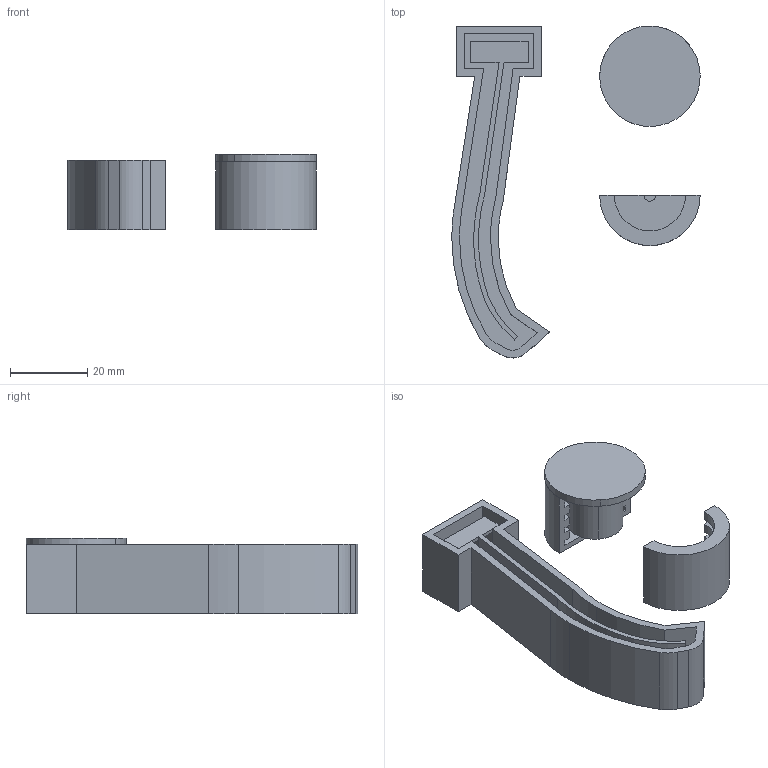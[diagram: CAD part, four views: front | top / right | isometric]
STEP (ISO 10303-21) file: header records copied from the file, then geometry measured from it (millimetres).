
FILE_DESCRIPTION (( 'STEP AP214' ), '1' );
FILE_NAME ('耀撿.STEP', '2021-12-25T06:50:21', ( '' ), ( '' ), 'SwSTEP 2.0', 'SolidWorks 2020', '' );
FILE_SCHEMA (( 'AUTOMOTIVE_DESIGN' ));
Length unit declared in the file: millimetre
Products named in the file (6): ﾁ羮1^ﾄ｣ｾﾟ; 耀撿center; 软体手指填充; 软体手指模具; 耀撿half; 耀撿
Assembly tree (5 placements, depth 2):
  ﾁ羮1^ﾄ｣ｾﾟ
  耀撿
    软体手指模具
    软体手指填充
    耀撿half  x2
    耀撿center
Bounding box: 64.24 x 85.85 x 19.58 mm (x, y, z)
Volume: 18673.7 mm3; surface area: 19204.4 mm2
Topology: 5 solids, 5 shells, 117 faces, 308 edges, 204 vertices
Faces by surface type: plane 73, cylinder 44
Entity records: 3135 total; most frequent: DIRECTION 522, CARTESIAN_POINT 515, ORIENTED_EDGE 496, EDGE_CURVE 248, VECTOR 180, LINE 180, AXIS2_PLACEMENT_3D 171, VERTEX_POINT 164
